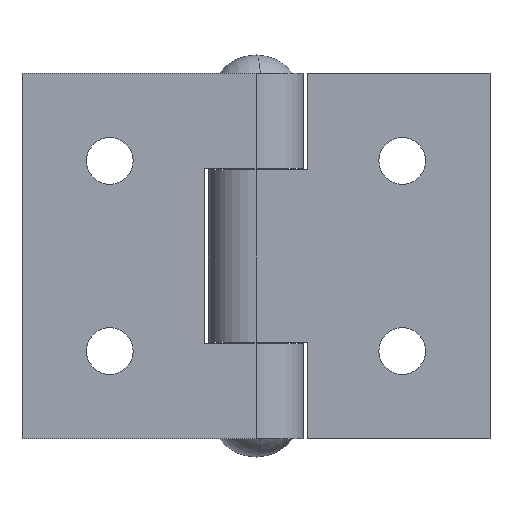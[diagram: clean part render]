
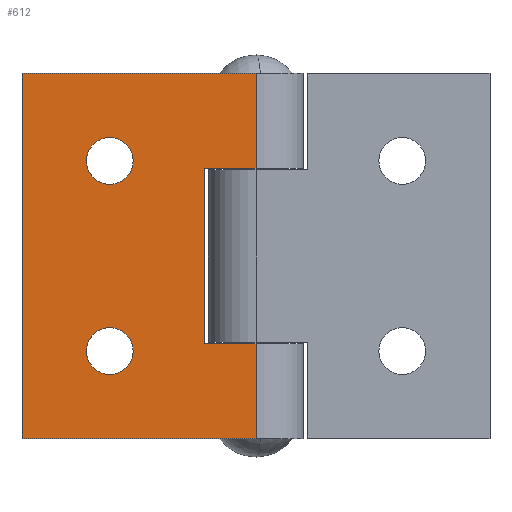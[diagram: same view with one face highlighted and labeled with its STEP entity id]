
A CAD part, front view. The second image highlights one B-rep face of the part: STEP entity #612.
In plain terms, the highlighted planar face has unit normal (0, -1, 0).
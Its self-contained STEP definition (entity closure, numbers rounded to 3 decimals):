
#224 = EDGE_CURVE ( 'NONE', #225, #251, #999, .T. ) ;
#225 = VERTEX_POINT ( 'NONE', #1085 ) ;
#251 = VERTEX_POINT ( 'NONE', #1197 ) ;
#300 = EDGE_CURVE ( 'NONE', #301, #302, #1054, .T. ) ;
#301 = VERTEX_POINT ( 'NONE', #1049 ) ;
#302 = VERTEX_POINT ( 'NONE', #1048 ) ;
#398 = VERTEX_POINT ( 'NONE', #1293 ) ;
#527 = ORIENTED_EDGE ( 'NONE', *, *, #528, .T. ) ;
#528 = EDGE_CURVE ( 'NONE', #606, #529, #1580, .T. ) ;
#529 = VERTEX_POINT ( 'NONE', #1576 ) ;
#530 = ORIENTED_EDGE ( 'NONE', *, *, #531, .T. ) ;
#531 = EDGE_CURVE ( 'NONE', #529, #712, #1575, .T. ) ;
#532 = ORIENTED_EDGE ( 'NONE', *, *, #711, .F. ) ;
#533 = ORIENTED_EDGE ( 'NONE', *, *, #534, .F. ) ;
#534 = EDGE_CURVE ( 'NONE', #547, #709, #1541, .T. ) ;
#535 = ORIENTED_EDGE ( 'NONE', *, *, #546, .T. ) ;
#546 = EDGE_CURVE ( 'NONE', #547, #603, #1530, .T. ) ;
#547 = VERTEX_POINT ( 'NONE', #1526 ) ;
#564 = EDGE_CURVE ( 'NONE', #251, #225, #1521, .T. ) ;
#565 = ORIENTED_EDGE ( 'NONE', *, *, #224, .T. ) ;
#588 = VERTEX_POINT ( 'NONE', #1559 ) ;
#590 = EDGE_CURVE ( 'NONE', #588, #398, #1558, .T. ) ;
#595 = ORIENTED_EDGE ( 'NONE', *, *, #596, .T. ) ;
#596 = EDGE_CURVE ( 'NONE', #603, #398, #1548, .T. ) ;
#597 = ORIENTED_EDGE ( 'NONE', *, *, #590, .F. ) ;
#598 = ORIENTED_EDGE ( 'NONE', *, *, #599, .T. ) ;
#599 = EDGE_CURVE ( 'NONE', #588, #606, #1544, .T. ) ;
#603 = VERTEX_POINT ( 'NONE', #1607 ) ;
#604 = ORIENTED_EDGE ( 'NONE', *, *, #300, .T. ) ;
#605 = EDGE_LOOP ( 'NONE', ( #527, #530, #532, #533, #535, #595, #597, #598 ) ) ;
#606 = VERTEX_POINT ( 'NONE', #1606 ) ;
#607 = ORIENTED_EDGE ( 'NONE', *, *, #608, .T. ) ;
#608 = EDGE_CURVE ( 'NONE', #302, #301, #1648, .T. ) ;
#612 = ADVANCED_FACE ( 'NONE', ( #1637, #1636, #1635 ), #1634, .F. ) ;
#613 = EDGE_LOOP ( 'NONE', ( #614, #565 ) ) ;
#614 = ORIENTED_EDGE ( 'NONE', *, *, #564, .T. ) ;
#700 = EDGE_LOOP ( 'NONE', ( #607, #604 ) ) ;
#709 = VERTEX_POINT ( 'NONE', #1697 ) ;
#711 = EDGE_CURVE ( 'NONE', #709, #712, #1694, .T. ) ;
#712 = VERTEX_POINT ( 'NONE', #1778 ) ;
#995 = DIRECTION ( 'NONE',  ( 0., 0., 1. ) ) ;
#996 = DIRECTION ( 'NONE',  ( 0., 1., 0. ) ) ;
#997 = CARTESIAN_POINT ( 'NONE',  ( -10., -3.25, 6.5 ) ) ;
#998 = AXIS2_PLACEMENT_3D ( 'NONE', #997, #996, #995 ) ;
#999 = CIRCLE ( 'NONE', #998, 1.6 ) ;
#1048 = CARTESIAN_POINT ( 'NONE',  ( -10., -3.25, -4.9 ) ) ;
#1049 = CARTESIAN_POINT ( 'NONE',  ( -10., -3.25, -8.1 ) ) ;
#1050 = DIRECTION ( 'NONE',  ( 0., 0., 1. ) ) ;
#1051 = DIRECTION ( 'NONE',  ( 0., 1., 0. ) ) ;
#1052 = CARTESIAN_POINT ( 'NONE',  ( -10., -3.25, -6.5 ) ) ;
#1053 = AXIS2_PLACEMENT_3D ( 'NONE', #1052, #1051, #1050 ) ;
#1054 = CIRCLE ( 'NONE', #1053, 1.6 ) ;
#1085 = CARTESIAN_POINT ( 'NONE',  ( -10., -3.25, 4.9 ) ) ;
#1197 = CARTESIAN_POINT ( 'NONE',  ( -10., -3.25, 8.1 ) ) ;
#1293 = CARTESIAN_POINT ( 'NONE',  ( 0., -3.25, -12.5 ) ) ;
#1517 = DIRECTION ( 'NONE',  ( 0., 0., 1. ) ) ;
#1518 = DIRECTION ( 'NONE',  ( 0., 1., 0. ) ) ;
#1519 = CARTESIAN_POINT ( 'NONE',  ( -10., -3.25, 6.5 ) ) ;
#1520 = AXIS2_PLACEMENT_3D ( 'NONE', #1519, #1518, #1517 ) ;
#1521 = CIRCLE ( 'NONE', #1520, 1.6 ) ;
#1526 = CARTESIAN_POINT ( 'NONE',  ( -16., -3.25, 12.5 ) ) ;
#1527 = DIRECTION ( 'NONE',  ( 0., 0., -1. ) ) ;
#1528 = VECTOR ( 'NONE', #1527, 1000. ) ;
#1529 = CARTESIAN_POINT ( 'NONE',  ( -16., -3.25, 12.5 ) ) ;
#1530 = LINE ( 'NONE', #1529, #1528 ) ;
#1538 = DIRECTION ( 'NONE',  ( 1., 0., 0. ) ) ;
#1539 = VECTOR ( 'NONE', #1538, 1000. ) ;
#1540 = CARTESIAN_POINT ( 'NONE',  ( 0., -3.25, 12.5 ) ) ;
#1541 = LINE ( 'NONE', #1540, #1539 ) ;
#1542 = DIRECTION ( 'NONE',  ( 1., 0., 0. ) ) ;
#1543 = VECTOR ( 'NONE', #1542, 1000. ) ;
#1544 = LINE ( 'NONE', #1616, #1615 ) ;
#1545 = DIRECTION ( 'NONE',  ( 1., 0., 0. ) ) ;
#1546 = VECTOR ( 'NONE', #1545, 1000. ) ;
#1547 = CARTESIAN_POINT ( 'NONE',  ( 0., -3.25, -12.5 ) ) ;
#1548 = LINE ( 'NONE', #1547, #1546 ) ;
#1555 = DIRECTION ( 'NONE',  ( 0., 0., -1. ) ) ;
#1556 = VECTOR ( 'NONE', #1555, 1000. ) ;
#1557 = CARTESIAN_POINT ( 'NONE',  ( 0., -3.25, 12.5 ) ) ;
#1558 = LINE ( 'NONE', #1557, #1556 ) ;
#1559 = CARTESIAN_POINT ( 'NONE',  ( 0., -3.25, -6. ) ) ;
#1574 = CARTESIAN_POINT ( 'NONE',  ( 0., -3.25, 6. ) ) ;
#1575 = LINE ( 'NONE', #1574, #1543 ) ;
#1576 = CARTESIAN_POINT ( 'NONE',  ( -3.5, -3.25, 6. ) ) ;
#1577 = DIRECTION ( 'NONE',  ( 0., 0., 1. ) ) ;
#1578 = VECTOR ( 'NONE', #1577, 1000. ) ;
#1579 = CARTESIAN_POINT ( 'NONE',  ( -3.5, -3.25, 12.5 ) ) ;
#1580 = LINE ( 'NONE', #1579, #1578 ) ;
#1606 = CARTESIAN_POINT ( 'NONE',  ( -3.5, -3.25, -6. ) ) ;
#1607 = CARTESIAN_POINT ( 'NONE',  ( -16., -3.25, -12.5 ) ) ;
#1614 = DIRECTION ( 'NONE',  ( -1., 0., 0. ) ) ;
#1615 = VECTOR ( 'NONE', #1614, 1000. ) ;
#1616 = CARTESIAN_POINT ( 'NONE',  ( 0., -3.25, -6. ) ) ;
#1630 = DIRECTION ( 'NONE',  ( -1., 0., 0. ) ) ;
#1631 = DIRECTION ( 'NONE',  ( 0., 1., 0. ) ) ;
#1632 = CARTESIAN_POINT ( 'NONE',  ( 0., -3.25, 12.5 ) ) ;
#1633 = AXIS2_PLACEMENT_3D ( 'NONE', #1632, #1631, #1630 ) ;
#1634 = PLANE ( 'NONE',  #1633 ) ;
#1635 = FACE_OUTER_BOUND ( 'NONE', #605, .T. ) ;
#1636 = FACE_BOUND ( 'NONE', #700, .T. ) ;
#1637 = FACE_BOUND ( 'NONE', #613, .T. ) ;
#1644 = DIRECTION ( 'NONE',  ( 0., 0., 1. ) ) ;
#1645 = DIRECTION ( 'NONE',  ( 0., 1., 0. ) ) ;
#1646 = CARTESIAN_POINT ( 'NONE',  ( -10., -3.25, -6.5 ) ) ;
#1647 = AXIS2_PLACEMENT_3D ( 'NONE', #1646, #1645, #1644 ) ;
#1648 = CIRCLE ( 'NONE', #1647, 1.6 ) ;
#1692 = VECTOR ( 'NONE', #1779, 1000. ) ;
#1693 = CARTESIAN_POINT ( 'NONE',  ( 0., -3.25, 12.5 ) ) ;
#1694 = LINE ( 'NONE', #1693, #1692 ) ;
#1697 = CARTESIAN_POINT ( 'NONE',  ( 0., -3.25, 12.5 ) ) ;
#1778 = CARTESIAN_POINT ( 'NONE',  ( 0., -3.25, 6. ) ) ;
#1779 = DIRECTION ( 'NONE',  ( 0., 0., -1. ) ) ;
